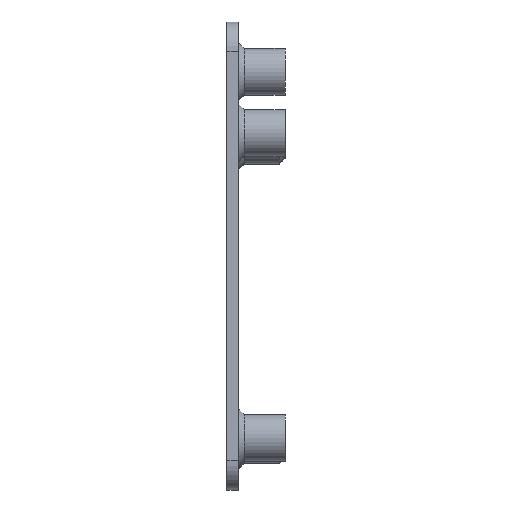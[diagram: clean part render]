
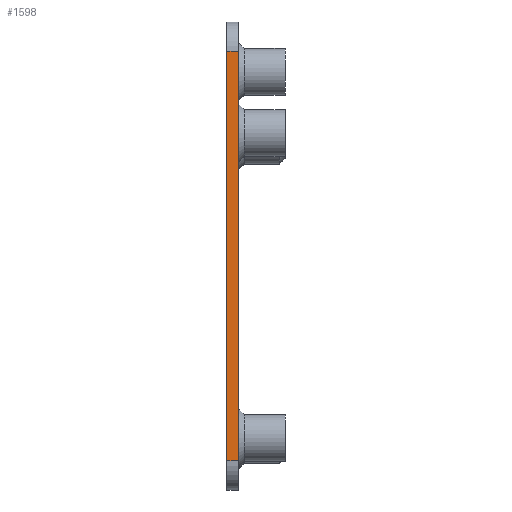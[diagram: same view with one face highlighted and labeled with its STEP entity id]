
A CAD part, left-side view. The second image highlights one B-rep face of the part: STEP entity #1598.
In plain terms, the highlighted face is planar.
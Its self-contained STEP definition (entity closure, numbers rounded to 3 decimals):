
#213 = PLANE('',#214);
#214 = AXIS2_PLACEMENT_3D('',#215,#216,#217);
#215 = CARTESIAN_POINT('',(-160.,120.,2.));
#216 = DIRECTION('',(0.,0.,-1.));
#217 = DIRECTION('',(0.,1.,0.));
#361 = VERTEX_POINT('',#362);
#362 = CARTESIAN_POINT('',(-125.,60.,2.));
#377 = CYLINDRICAL_SURFACE('',#378,5.);
#378 = AXIS2_PLACEMENT_3D('',#379,#380,#381);
#379 = CARTESIAN_POINT('',(-125.,65.,0.));
#380 = DIRECTION('',(0.,0.,1.));
#381 = DIRECTION('',(1.,0.,0.));
#389 = EDGE_CURVE('',#361,#390,#392,.T.);
#390 = VERTEX_POINT('',#391);
#391 = CARTESIAN_POINT('',(-195.,60.,2.));
#392 = SURFACE_CURVE('',#393,(#397,#404),.PCURVE_S1.);
#393 = LINE('',#394,#395);
#394 = CARTESIAN_POINT('',(-120.,60.,2.));
#395 = VECTOR('',#396,1.);
#396 = DIRECTION('',(-1.,0.,0.));
#397 = PCURVE('',#213,#398);
#398 = DEFINITIONAL_REPRESENTATION('',(#399),#403);
#399 = LINE('',#400,#401);
#400 = CARTESIAN_POINT('',(-60.,40.));
#401 = VECTOR('',#402,1.);
#402 = DIRECTION('',(0.,-1.));
#403 = ( GEOMETRIC_REPRESENTATION_CONTEXT(2) 
PARAMETRIC_REPRESENTATION_CONTEXT() REPRESENTATION_CONTEXT('2D SPACE',''
  ) );
#404 = PCURVE('',#405,#410);
#405 = PLANE('',#406);
#406 = AXIS2_PLACEMENT_3D('',#407,#408,#409);
#407 = CARTESIAN_POINT('',(-120.,60.,0.));
#408 = DIRECTION('',(0.,-1.,0.));
#409 = DIRECTION('',(-1.,0.,0.));
#410 = DEFINITIONAL_REPRESENTATION('',(#411),#415);
#411 = LINE('',#412,#413);
#412 = CARTESIAN_POINT('',(0.,-2.));
#413 = VECTOR('',#414,1.);
#414 = DIRECTION('',(1.,0.));
#415 = ( GEOMETRIC_REPRESENTATION_CONTEXT(2) 
PARAMETRIC_REPRESENTATION_CONTEXT() REPRESENTATION_CONTEXT('2D SPACE',''
  ) );
#438 = CYLINDRICAL_SURFACE('',#439,5.);
#439 = AXIS2_PLACEMENT_3D('',#440,#441,#442);
#440 = CARTESIAN_POINT('',(-195.,65.,0.));
#441 = DIRECTION('',(0.,0.,1.));
#442 = DIRECTION('',(-1.,0.,0.));
#1238 = PLANE('',#1239);
#1239 = AXIS2_PLACEMENT_3D('',#1240,#1241,#1242);
#1240 = CARTESIAN_POINT('',(-160.,120.,0.));
#1241 = DIRECTION('',(0.,0.,-1.));
#1242 = DIRECTION('',(0.,1.,0.));
#1499 = VERTEX_POINT('',#1500);
#1500 = CARTESIAN_POINT('',(-195.,60.,0.));
#1526 = EDGE_CURVE('',#1499,#390,#1527,.T.);
#1527 = SURFACE_CURVE('',#1528,(#1532,#1539),.PCURVE_S1.);
#1528 = LINE('',#1529,#1530);
#1529 = CARTESIAN_POINT('',(-195.,60.,0.));
#1530 = VECTOR('',#1531,1.);
#1531 = DIRECTION('',(0.,0.,1.));
#1532 = PCURVE('',#438,#1533);
#1533 = DEFINITIONAL_REPRESENTATION('',(#1534),#1538);
#1534 = LINE('',#1535,#1536);
#1535 = CARTESIAN_POINT('',(1.571,0.));
#1536 = VECTOR('',#1537,1.);
#1537 = DIRECTION('',(0.,1.));
#1538 = ( GEOMETRIC_REPRESENTATION_CONTEXT(2) 
PARAMETRIC_REPRESENTATION_CONTEXT() REPRESENTATION_CONTEXT('2D SPACE',''
  ) );
#1539 = PCURVE('',#405,#1540);
#1540 = DEFINITIONAL_REPRESENTATION('',(#1541),#1545);
#1541 = LINE('',#1542,#1543);
#1542 = CARTESIAN_POINT('',(75.,0.));
#1543 = VECTOR('',#1544,1.);
#1544 = DIRECTION('',(0.,-1.));
#1545 = ( GEOMETRIC_REPRESENTATION_CONTEXT(2) 
PARAMETRIC_REPRESENTATION_CONTEXT() REPRESENTATION_CONTEXT('2D SPACE',''
  ) );
#1553 = VERTEX_POINT('',#1554);
#1554 = CARTESIAN_POINT('',(-125.,60.,0.));
#1576 = EDGE_CURVE('',#1553,#361,#1577,.T.);
#1577 = SURFACE_CURVE('',#1578,(#1582,#1589),.PCURVE_S1.);
#1578 = LINE('',#1579,#1580);
#1579 = CARTESIAN_POINT('',(-125.,60.,0.));
#1580 = VECTOR('',#1581,1.);
#1581 = DIRECTION('',(0.,0.,1.));
#1582 = PCURVE('',#377,#1583);
#1583 = DEFINITIONAL_REPRESENTATION('',(#1584),#1588);
#1584 = LINE('',#1585,#1586);
#1585 = CARTESIAN_POINT('',(-1.571,0.));
#1586 = VECTOR('',#1587,1.);
#1587 = DIRECTION('',(0.,1.));
#1588 = ( GEOMETRIC_REPRESENTATION_CONTEXT(2) 
PARAMETRIC_REPRESENTATION_CONTEXT() REPRESENTATION_CONTEXT('2D SPACE',''
  ) );
#1589 = PCURVE('',#405,#1590);
#1590 = DEFINITIONAL_REPRESENTATION('',(#1591),#1595);
#1591 = LINE('',#1592,#1593);
#1592 = CARTESIAN_POINT('',(5.,0.));
#1593 = VECTOR('',#1594,1.);
#1594 = DIRECTION('',(0.,-1.));
#1595 = ( GEOMETRIC_REPRESENTATION_CONTEXT(2) 
PARAMETRIC_REPRESENTATION_CONTEXT() REPRESENTATION_CONTEXT('2D SPACE',''
  ) );
#1598 = ADVANCED_FACE('',(#1599),#405,.T.);
#1599 = FACE_BOUND('',#1600,.T.);
#1600 = EDGE_LOOP('',(#1601,#1622,#1623,#1624));
#1601 = ORIENTED_EDGE('',*,*,#1602,.F.);
#1602 = EDGE_CURVE('',#1553,#1499,#1603,.T.);
#1603 = SURFACE_CURVE('',#1604,(#1608,#1615),.PCURVE_S1.);
#1604 = LINE('',#1605,#1606);
#1605 = CARTESIAN_POINT('',(-120.,60.,0.));
#1606 = VECTOR('',#1607,1.);
#1607 = DIRECTION('',(-1.,0.,0.));
#1608 = PCURVE('',#405,#1609);
#1609 = DEFINITIONAL_REPRESENTATION('',(#1610),#1614);
#1610 = LINE('',#1611,#1612);
#1611 = CARTESIAN_POINT('',(0.,0.));
#1612 = VECTOR('',#1613,1.);
#1613 = DIRECTION('',(1.,0.));
#1614 = ( GEOMETRIC_REPRESENTATION_CONTEXT(2) 
PARAMETRIC_REPRESENTATION_CONTEXT() REPRESENTATION_CONTEXT('2D SPACE',''
  ) );
#1615 = PCURVE('',#1238,#1616);
#1616 = DEFINITIONAL_REPRESENTATION('',(#1617),#1621);
#1617 = LINE('',#1618,#1619);
#1618 = CARTESIAN_POINT('',(-60.,40.));
#1619 = VECTOR('',#1620,1.);
#1620 = DIRECTION('',(0.,-1.));
#1621 = ( GEOMETRIC_REPRESENTATION_CONTEXT(2) 
PARAMETRIC_REPRESENTATION_CONTEXT() REPRESENTATION_CONTEXT('2D SPACE',''
  ) );
#1622 = ORIENTED_EDGE('',*,*,#1576,.T.);
#1623 = ORIENTED_EDGE('',*,*,#389,.T.);
#1624 = ORIENTED_EDGE('',*,*,#1526,.F.);
